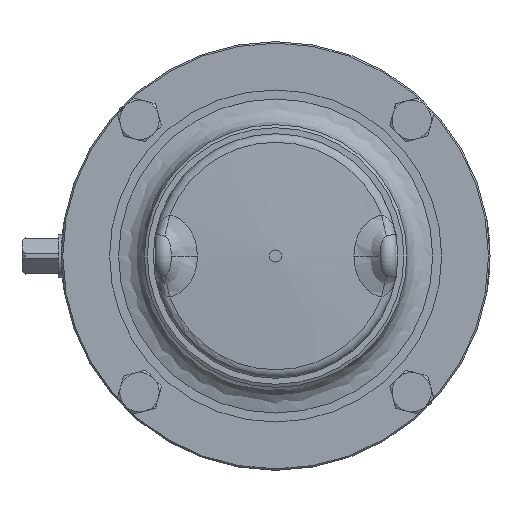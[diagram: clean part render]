
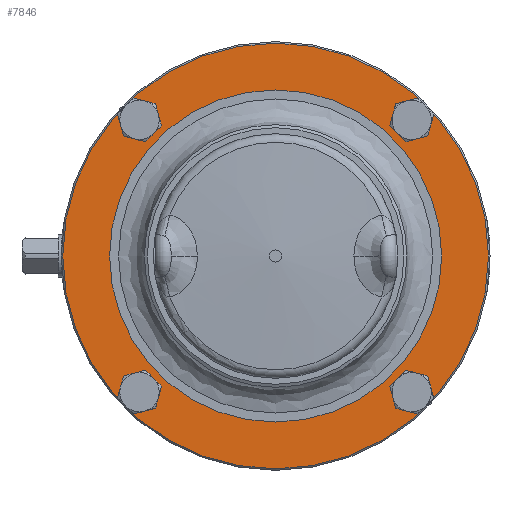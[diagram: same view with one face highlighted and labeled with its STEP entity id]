
A CAD part, left-side view. The second image highlights one B-rep face of the part: STEP entity #7846.
In plain terms, the highlighted planar face has unit normal (-1, 0, 0).
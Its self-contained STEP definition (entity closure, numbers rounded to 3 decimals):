
#598=CARTESIAN_POINT('',(-16.,46.545,50.586));
#599=VERTEX_POINT('',#598);
#600=CARTESIAN_POINT('',(-16.,45.078,45.078));
#601=DIRECTION('',(1.,0.0,0.0));
#602=DIRECTION('',(0.0,0.257,0.966));
#603=AXIS2_PLACEMENT_3D('',#600,#601,#602);
#604=CIRCLE('',#603,5.7);
#605=EDGE_CURVE('',#599,#599,#604,.T.);
#1476=CARTESIAN_POINT('',(-16.,-50.586,46.545));
#1477=VERTEX_POINT('',#1476);
#1478=CARTESIAN_POINT('',(-16.,-45.078,45.078));
#1479=DIRECTION('',(1.,0.0,0.0));
#1480=DIRECTION('',(0.0,-0.966,0.257));
#1481=AXIS2_PLACEMENT_3D('',#1478,#1479,#1480);
#1482=CIRCLE('',#1481,5.7);
#1483=EDGE_CURVE('',#1477,#1477,#1482,.T.);
#2354=CARTESIAN_POINT('',(-16.,-46.545,-50.586));
#2355=VERTEX_POINT('',#2354);
#2356=CARTESIAN_POINT('',(-16.,-45.078,-45.078));
#2357=DIRECTION('',(1.,0.0,0.0));
#2358=DIRECTION('',(0.0,-0.257,-0.966));
#2359=AXIS2_PLACEMENT_3D('',#2356,#2357,#2358);
#2360=CIRCLE('',#2359,5.7);
#2361=EDGE_CURVE('',#2355,#2355,#2360,.T.);
#3232=CARTESIAN_POINT('',(-16.,50.586,-46.545));
#3233=VERTEX_POINT('',#3232);
#3234=CARTESIAN_POINT('',(-16.,45.078,-45.078));
#3235=DIRECTION('',(1.,0.0,0.0));
#3236=DIRECTION('',(0.0,0.966,-0.257));
#3237=AXIS2_PLACEMENT_3D('',#3234,#3235,#3236);
#3238=CIRCLE('',#3237,5.7);
#3239=EDGE_CURVE('',#3233,#3233,#3238,.T.);
#7792=CARTESIAN_POINT('',(-16.,-70.5,0.));
#7793=VERTEX_POINT('',#7792);
#7794=CARTESIAN_POINT('',(-16.,0.,0.));
#7795=DIRECTION('',(-1.0,0.0,0.0));
#7796=DIRECTION('',(0.0,-1.0,0.0));
#7797=AXIS2_PLACEMENT_3D('',#7794,#7795,#7796);
#7798=CIRCLE('',#7797,70.5);
#7799=EDGE_CURVE('',#7793,#7793,#7798,.T.);
#7815=CARTESIAN_POINT('',(-16.,-62.75,0.));
#7816=DIRECTION('',(-1.0,0.0,0.0));
#7817=DIRECTION('',(0.0,0.0,-1.0));
#7818=AXIS2_PLACEMENT_3D('',#7815,#7816,#7817);
#7819=PLANE('',#7818);
#7820=ORIENTED_EDGE('',*,*,#7799,.T.);
#7821=EDGE_LOOP('',(#7820));
#7822=FACE_OUTER_BOUND('',#7821,.T.);
#7823=ORIENTED_EDGE('',*,*,#605,.T.);
#7824=EDGE_LOOP('',(#7823));
#7825=FACE_BOUND('',#7824,.T.);
#7826=ORIENTED_EDGE('',*,*,#1483,.T.);
#7827=EDGE_LOOP('',(#7826));
#7828=FACE_BOUND('',#7827,.T.);
#7829=ORIENTED_EDGE('',*,*,#2361,.T.);
#7830=EDGE_LOOP('',(#7829));
#7831=FACE_BOUND('',#7830,.T.);
#7832=ORIENTED_EDGE('',*,*,#3239,.T.);
#7833=EDGE_LOOP('',(#7832));
#7834=FACE_BOUND('',#7833,.T.);
#7835=CARTESIAN_POINT('',(-16.,-55.,0.));
#7836=VERTEX_POINT('',#7835);
#7837=CARTESIAN_POINT('',(-16.,0.,0.));
#7838=DIRECTION('',(-1.0,0.0,0.0));
#7839=DIRECTION('',(0.0,-1.0,0.0));
#7840=AXIS2_PLACEMENT_3D('',#7837,#7838,#7839);
#7841=CIRCLE('',#7840,55.);
#7842=EDGE_CURVE('',#7836,#7836,#7841,.T.);
#7843=ORIENTED_EDGE('',*,*,#7842,.F.);
#7844=EDGE_LOOP('',(#7843));
#7845=FACE_BOUND('',#7844,.T.);
#7846=ADVANCED_FACE('',(#7822,#7825,#7828,#7831,#7834,#7845),#7819,.T.);
